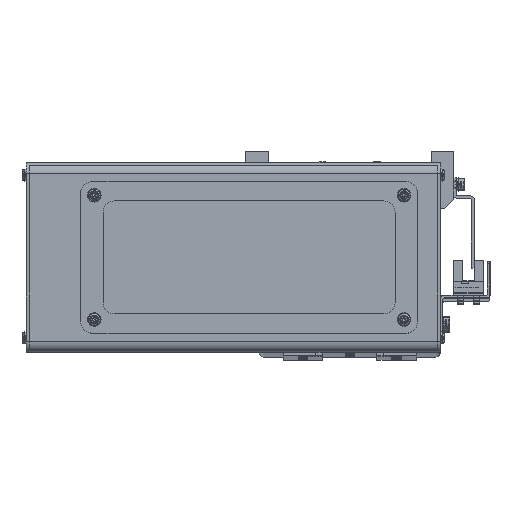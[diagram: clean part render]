
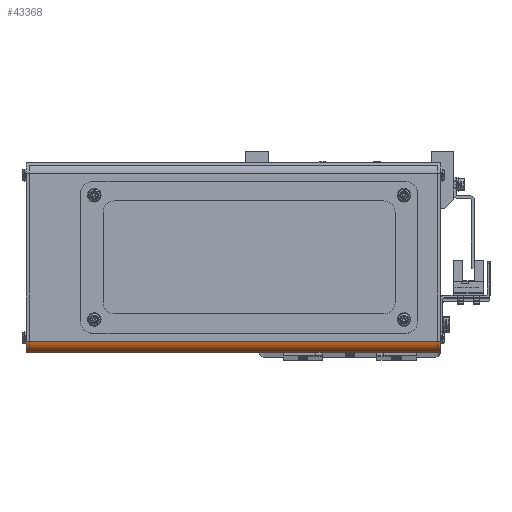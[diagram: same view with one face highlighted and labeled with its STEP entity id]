
A CAD part, top view. The second image highlights one B-rep face of the part: STEP entity #43368.
In plain terms, the highlighted cylindrical face has radius 5 mm (diameter 10 mm), a partial arc.
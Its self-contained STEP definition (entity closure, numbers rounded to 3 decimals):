
#3785 = VERTEX_POINT ( 'NONE', #50870 ) ;
#3954 = EDGE_CURVE ( 'NONE', #62494, #46808, #44756, .T. ) ;
#4082 = CARTESIAN_POINT ( 'NONE',  ( 0., 5., -183. ) ) ;
#4523 = EDGE_CURVE ( 'NONE', #46808, #3785, #59112, .T. ) ;
#11145 = AXIS2_PLACEMENT_3D ( 'NONE', #42533, #13448, #47406 ) ;
#11541 = CARTESIAN_POINT ( 'NONE',  ( 5., 0., -183. ) ) ;
#13323 = CARTESIAN_POINT ( 'NONE',  ( 0., 5., 0. ) ) ;
#13448 = DIRECTION ( 'NONE',  ( 0., 0., 1. ) ) ;
#14884 = CARTESIAN_POINT ( 'NONE',  ( 0., 5., -183. ) ) ;
#16697 = EDGE_LOOP ( 'NONE', ( #54711, #35767, #45420, #29651 ) ) ;
#17694 = CARTESIAN_POINT ( 'NONE',  ( 5., 0., -183. ) ) ;
#18394 = DIRECTION ( 'NONE',  ( 0., 0., 1. ) ) ;
#18878 = DIRECTION ( 'NONE',  ( 0., 0., 1. ) ) ;
#26995 = VECTOR ( 'NONE', #29544, 1000. ) ;
#29208 = AXIS2_PLACEMENT_3D ( 'NONE', #43267, #18878, #38407 ) ;
#29544 = DIRECTION ( 'NONE',  ( 0., 0., 1. ) ) ;
#29651 = ORIENTED_EDGE ( 'NONE', *, *, #4523, .T. ) ;
#29782 = CIRCLE ( 'NONE', #11145, 5. ) ;
#31287 = FACE_OUTER_BOUND ( 'NONE', #16697, .T. ) ;
#35128 = EDGE_CURVE ( 'NONE', #40399, #3785, #29782, .T. ) ;
#35767 = ORIENTED_EDGE ( 'NONE', *, *, #41062, .F. ) ;
#38407 = DIRECTION ( 'NONE',  ( 1., 0., 0. ) ) ;
#39904 = LINE ( 'NONE', #14884, #26995 ) ;
#40128 = VECTOR ( 'NONE', #46749, 1000. ) ;
#40399 = VERTEX_POINT ( 'NONE', #13323 ) ;
#41062 = EDGE_CURVE ( 'NONE', #62494, #40399, #39904, .T. ) ;
#42533 = CARTESIAN_POINT ( 'NONE',  ( 5., 5., 0. ) ) ;
#43267 = CARTESIAN_POINT ( 'NONE',  ( 5., 5., -183. ) ) ;
#43368 = ADVANCED_FACE ( 'NONE', ( #31287 ), #55547, .T. ) ;
#44756 = CIRCLE ( 'NONE', #57618, 5. ) ;
#45420 = ORIENTED_EDGE ( 'NONE', *, *, #3954, .T. ) ;
#46749 = DIRECTION ( 'NONE',  ( 0., 0., 1. ) ) ;
#46808 = VERTEX_POINT ( 'NONE', #11541 ) ;
#47406 = DIRECTION ( 'NONE',  ( 1., 0., 0. ) ) ;
#47452 = CARTESIAN_POINT ( 'NONE',  ( 5., 5., -183. ) ) ;
#50870 = CARTESIAN_POINT ( 'NONE',  ( 5., 0., 0. ) ) ;
#52359 = DIRECTION ( 'NONE',  ( 1., 0., 0. ) ) ;
#54711 = ORIENTED_EDGE ( 'NONE', *, *, #35128, .F. ) ;
#55547 = CYLINDRICAL_SURFACE ( 'NONE', #29208, 5. ) ;
#57618 = AXIS2_PLACEMENT_3D ( 'NONE', #47452, #18394, #52359 ) ;
#59112 = LINE ( 'NONE', #17694, #40128 ) ;
#62494 = VERTEX_POINT ( 'NONE', #4082 ) ;
